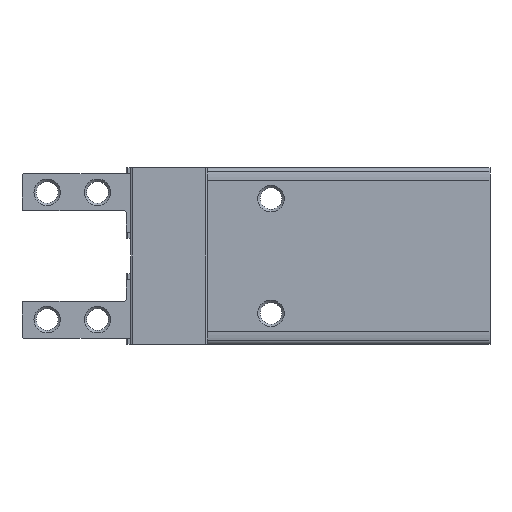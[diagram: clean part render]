
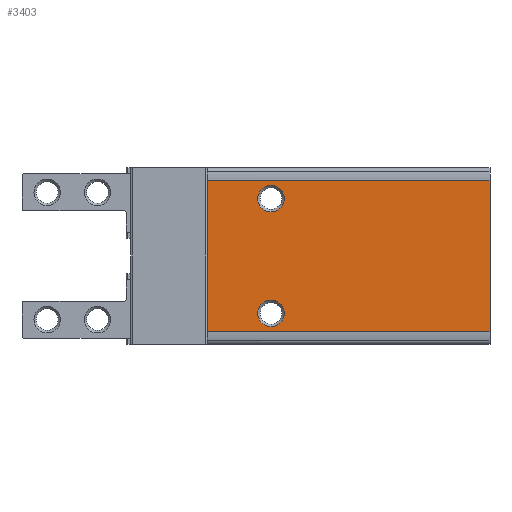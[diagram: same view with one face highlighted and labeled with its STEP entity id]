
A CAD part, left-side view. The second image highlights one B-rep face of the part: STEP entity #3403.
In plain terms, the highlighted face is planar.
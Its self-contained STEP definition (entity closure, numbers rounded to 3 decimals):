
#69=PLANE('',#3696);
#209=LINE('',#5329,#516);
#211=LINE('',#5341,#518);
#212=LINE('',#5349,#519);
#213=LINE('',#5351,#520);
#516=VECTOR('',#4183,1000.);
#518=VECTOR('',#4197,1000.);
#519=VECTOR('',#4206,1000.);
#520=VECTOR('',#4207,1000.);
#883=ORIENTED_EDGE('',*,*,#1873,.F.);
#884=ORIENTED_EDGE('',*,*,#1874,.F.);
#885=ORIENTED_EDGE('',*,*,#1865,.T.);
#886=ORIENTED_EDGE('',*,*,#1875,.F.);
#887=ORIENTED_EDGE('',*,*,#1876,.F.);
#888=ORIENTED_EDGE('',*,*,#1871,.T.);
#1865=EDGE_CURVE('',#2361,#2360,#209,.T.);
#1871=EDGE_CURVE('',#2365,#2361,#211,.T.);
#1873=EDGE_CURVE('',#2366,#2366,#2665,.T.);
#1874=EDGE_CURVE('',#2367,#2367,#2666,.T.);
#1875=EDGE_CURVE('',#2368,#2360,#212,.T.);
#1876=EDGE_CURVE('',#2365,#2368,#213,.T.);
#2360=VERTEX_POINT('',#5328);
#2361=VERTEX_POINT('',#5330);
#2365=VERTEX_POINT('',#5342);
#2366=VERTEX_POINT('',#5346);
#2367=VERTEX_POINT('',#5348);
#2368=VERTEX_POINT('',#5350);
#2665=CIRCLE('',#3697,1.5);
#2666=CIRCLE('',#3698,1.5);
#2818=EDGE_LOOP('',(#883));
#2819=EDGE_LOOP('',(#884));
#2820=EDGE_LOOP('',(#885,#886,#887,#888));
#3073=FACE_BOUND('',#2818,.T.);
#3074=FACE_BOUND('',#2819,.T.);
#3075=FACE_BOUND('',#2820,.T.);
#3403=ADVANCED_FACE('',(#3073,#3074,#3075),#69,.F.);
#3696=AXIS2_PLACEMENT_3D('',#5344,#4200,#4201);
#3697=AXIS2_PLACEMENT_3D('',#5345,#4202,#4203);
#3698=AXIS2_PLACEMENT_3D('',#5347,#4204,#4205);
#4183=DIRECTION('',(1.,0.,0.));
#4197=DIRECTION('',(0.,-1.,0.));
#4200=DIRECTION('',(0.,0.,-1.));
#4201=DIRECTION('',(-1.,0.,0.));
#4202=DIRECTION('',(0.,0.,1.));
#4203=DIRECTION('',(1.,0.,0.));
#4204=DIRECTION('',(0.,0.,1.));
#4205=DIRECTION('',(1.,0.,0.));
#4206=DIRECTION('',(0.,-1.,0.));
#4207=DIRECTION('',(1.,0.,0.));
#5328=CARTESIAN_POINT('',(8.6,0.,5.));
#5329=CARTESIAN_POINT('',(-8.6,0.,5.));
#5330=CARTESIAN_POINT('',(-8.6,0.,5.));
#5341=CARTESIAN_POINT('',(-8.6,32.,5.));
#5342=CARTESIAN_POINT('',(-8.6,32.,5.));
#5344=CARTESIAN_POINT('',(-8.6,32.,5.));
#5345=CARTESIAN_POINT('',(-6.5,24.8,5.));
#5346=CARTESIAN_POINT('',(-5.,24.8,5.));
#5347=CARTESIAN_POINT('',(6.5,24.8,5.));
#5348=CARTESIAN_POINT('',(8.,24.8,5.));
#5349=CARTESIAN_POINT('',(8.6,32.,5.));
#5350=CARTESIAN_POINT('',(8.6,32.,5.));
#5351=CARTESIAN_POINT('',(-8.6,32.,5.));
